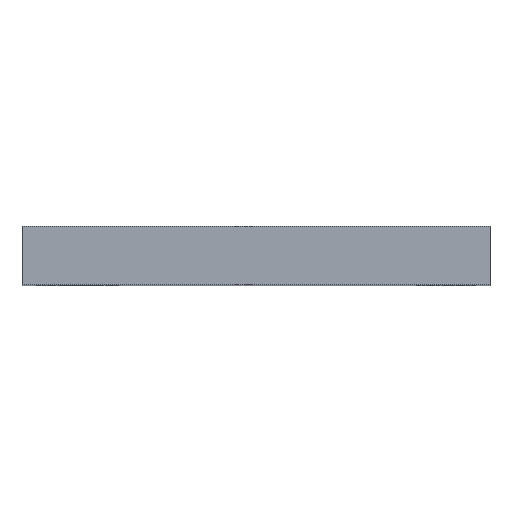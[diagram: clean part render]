
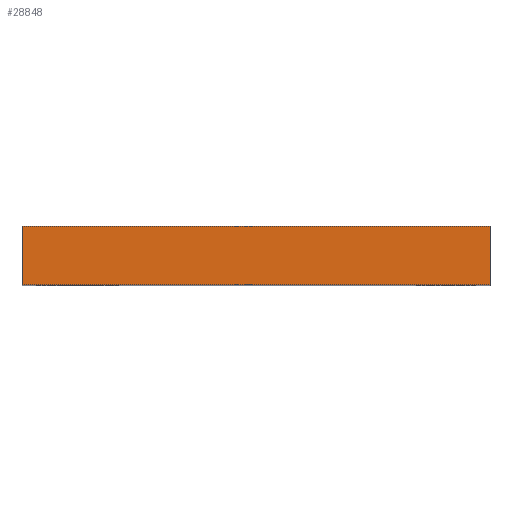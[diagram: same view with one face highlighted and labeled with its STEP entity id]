
A CAD part, top view. The second image highlights one B-rep face of the part: STEP entity #28848.
In plain terms, the highlighted planar face has unit normal (0, 0, 1).
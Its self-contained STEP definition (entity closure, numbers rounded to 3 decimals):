
#908 = CARTESIAN_POINT ( 'NONE',  ( -40., -123.137, 40. ) ) ;
#2366 = DIRECTION ( 'NONE',  ( 1., 0., 0. ) ) ;
#3683 = DIRECTION ( 'NONE',  ( 0., 1., 0. ) ) ;
#3960 = CARTESIAN_POINT ( 'NONE',  ( -40., 0., 40. ) ) ;
#4820 = FACE_OUTER_BOUND ( 'NONE', #26040, .T. ) ;
#4942 = CARTESIAN_POINT ( 'NONE',  ( -40., -10., 40. ) ) ;
#5713 = DIRECTION ( 'NONE',  ( 0., 1., 0. ) ) ;
#6796 = ORIENTED_EDGE ( 'NONE', *, *, #22895, .F. ) ;
#7426 = ORIENTED_EDGE ( 'NONE', *, *, #18416, .T. ) ;
#9826 = VERTEX_POINT ( 'NONE', #13024 ) ;
#10721 = VECTOR ( 'NONE', #28839, 1000. ) ;
#12662 = EDGE_CURVE ( 'NONE', #9826, #30327, #24826, .T. ) ;
#13024 = CARTESIAN_POINT ( 'NONE',  ( 40., -10., 40. ) ) ;
#13748 = ORIENTED_EDGE ( 'NONE', *, *, #22423, .F. ) ;
#16056 = VERTEX_POINT ( 'NONE', #17330 ) ;
#17330 = CARTESIAN_POINT ( 'NONE',  ( -40., -10., 40. ) ) ;
#17664 = VECTOR ( 'NONE', #3683, 1000. ) ;
#18416 = EDGE_CURVE ( 'NONE', #16056, #9826, #28492, .T. ) ;
#19489 = CARTESIAN_POINT ( 'NONE',  ( 40., -123.137, 40. ) ) ;
#20487 = VECTOR ( 'NONE', #2366, 1000. ) ;
#20636 = PLANE ( 'NONE',  #28352 ) ;
#20781 = CARTESIAN_POINT ( 'NONE',  ( -40., 0., 40. ) ) ;
#21303 = DIRECTION ( 'NONE',  ( 0., 0., 1. ) ) ;
#22423 = EDGE_CURVE ( 'NONE', #27469, #30327, #23679, .T. ) ;
#22822 = ORIENTED_EDGE ( 'NONE', *, *, #12662, .T. ) ;
#22895 = EDGE_CURVE ( 'NONE', #16056, #27469, #27026, .T. ) ;
#23679 = LINE ( 'NONE', #20781, #10721 ) ;
#23881 = DIRECTION ( 'NONE',  ( 1., 0., 0. ) ) ;
#24826 = LINE ( 'NONE', #19489, #17664 ) ;
#26040 = EDGE_LOOP ( 'NONE', ( #6796, #7426, #22822, #13748 ) ) ;
#27026 = LINE ( 'NONE', #908, #27284 ) ;
#27284 = VECTOR ( 'NONE', #5713, 1000. ) ;
#27469 = VERTEX_POINT ( 'NONE', #3960 ) ;
#28352 = AXIS2_PLACEMENT_3D ( 'NONE', #31103, #21303, #23881 ) ;
#28492 = LINE ( 'NONE', #4942, #20487 ) ;
#28839 = DIRECTION ( 'NONE',  ( 1., 0., 0. ) ) ;
#28848 = ADVANCED_FACE ( 'NONE', ( #4820 ), #20636, .T. ) ;
#30327 = VERTEX_POINT ( 'NONE', #31973 ) ;
#31103 = CARTESIAN_POINT ( 'NONE',  ( -40., -123.137, 40. ) ) ;
#31973 = CARTESIAN_POINT ( 'NONE',  ( 40., 0., 40. ) ) ;
